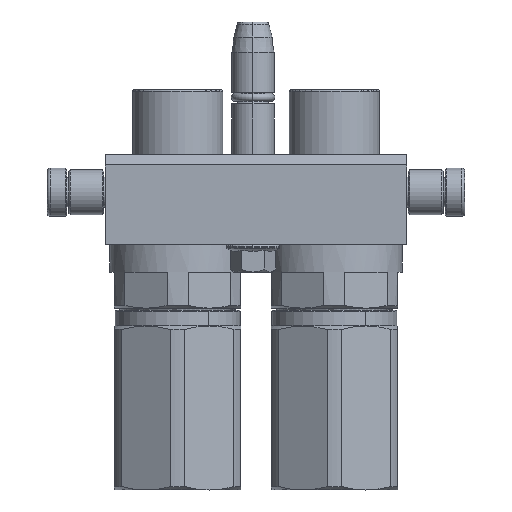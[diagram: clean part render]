
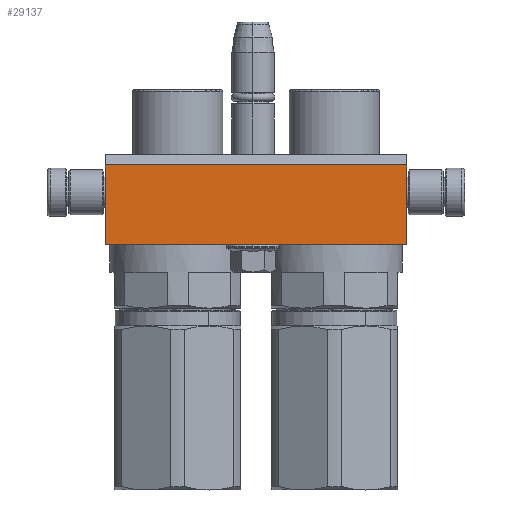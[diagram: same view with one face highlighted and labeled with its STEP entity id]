
A CAD part, left-side view. The second image highlights one B-rep face of the part: STEP entity #29137.
In plain terms, the highlighted face is planar.
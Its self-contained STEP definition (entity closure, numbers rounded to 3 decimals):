
#2431 = CARTESIAN_POINT ( 'NONE',  ( -50., 11.536, 56. ) ) ;
#3780 = EDGE_CURVE ( 'NONE', #38094, #26433, #38167, .T. ) ;
#3842 = CARTESIAN_POINT ( 'NONE',  ( -50., -15., 56. ) ) ;
#7029 = VECTOR ( 'NONE', #14462, 1000. ) ;
#7217 = VERTEX_POINT ( 'NONE', #30682 ) ;
#10035 = ORIENTED_EDGE ( 'NONE', *, *, #3780, .T. ) ;
#11571 = DIRECTION ( 'NONE',  ( 0., 1., 0. ) ) ;
#12517 = CARTESIAN_POINT ( 'NONE',  ( -50., -15., 56. ) ) ;
#13121 = ORIENTED_EDGE ( 'NONE', *, *, #28941, .F. ) ;
#13422 = EDGE_LOOP ( 'NONE', ( #33469, #10035, #27851, #13121 ) ) ;
#14462 = DIRECTION ( 'NONE',  ( 1., 0., 0. ) ) ;
#14960 = LINE ( 'NONE', #2431, #7029 ) ;
#16226 = DIRECTION ( 'NONE',  ( 0., 0., 1. ) ) ;
#18189 = FACE_OUTER_BOUND ( 'NONE', #13422, .T. ) ;
#18773 = LINE ( 'NONE', #26109, #21577 ) ;
#18969 = PLANE ( 'NONE',  #33800 ) ;
#19380 = DIRECTION ( 'NONE',  ( 0., 1., 0. ) ) ;
#19531 = EDGE_CURVE ( 'NONE', #26433, #7217, #37826, .T. ) ;
#20133 = CARTESIAN_POINT ( 'NONE',  ( -50., -15., 56. ) ) ;
#21023 = DIRECTION ( 'NONE',  ( 1., 0., 0. ) ) ;
#21577 = VECTOR ( 'NONE', #11571, 1000. ) ;
#22050 = VECTOR ( 'NONE', #19380, 1000. ) ;
#24306 = CARTESIAN_POINT ( 'NONE',  ( -50., 11.536, 56. ) ) ;
#26109 = CARTESIAN_POINT ( 'NONE',  ( -50., -15., 56. ) ) ;
#26433 = VERTEX_POINT ( 'NONE', #27761 ) ;
#27508 = VECTOR ( 'NONE', #21023, 1000. ) ;
#27761 = CARTESIAN_POINT ( 'NONE',  ( 50., -15., 56. ) ) ;
#27851 = ORIENTED_EDGE ( 'NONE', *, *, #19531, .T. ) ;
#27941 = EDGE_CURVE ( 'NONE', #38094, #33488, #18773, .T. ) ;
#28080 = DIRECTION ( 'NONE',  ( 1., 0., 0. ) ) ;
#28941 = EDGE_CURVE ( 'NONE', #33488, #7217, #14960, .T. ) ;
#29137 = ADVANCED_FACE ( 'NONE', ( #18189 ), #18969, .T. ) ;
#30682 = CARTESIAN_POINT ( 'NONE',  ( 50., 11.536, 56. ) ) ;
#33469 = ORIENTED_EDGE ( 'NONE', *, *, #27941, .F. ) ;
#33488 = VERTEX_POINT ( 'NONE', #24306 ) ;
#33800 = AXIS2_PLACEMENT_3D ( 'NONE', #3842, #16226, #28080 ) ;
#37292 = CARTESIAN_POINT ( 'NONE',  ( 50., -15., 56. ) ) ;
#37826 = LINE ( 'NONE', #37292, #22050 ) ;
#38094 = VERTEX_POINT ( 'NONE', #12517 ) ;
#38167 = LINE ( 'NONE', #20133, #27508 ) ;
